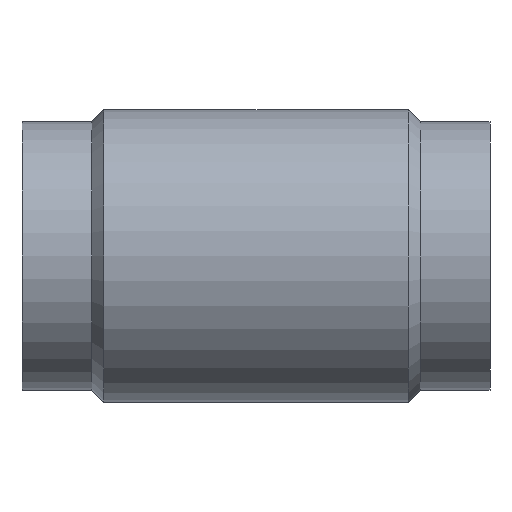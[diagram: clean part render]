
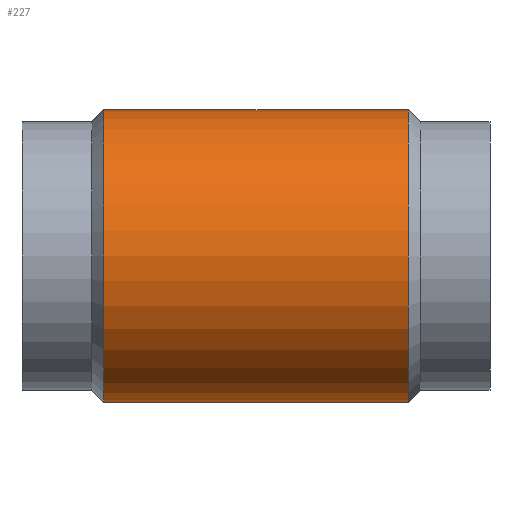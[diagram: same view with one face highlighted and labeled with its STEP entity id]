
A CAD part, front view. The second image highlights one B-rep face of the part: STEP entity #227.
In plain terms, the highlighted cylindrical face has radius 171.8 mm (diameter 343.6 mm), a full revolution.
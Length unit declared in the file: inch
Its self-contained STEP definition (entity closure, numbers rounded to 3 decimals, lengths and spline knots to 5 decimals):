
#28 = AXIS2_PLACEMENT_3D ( 'NONE', #215, #221, #376 ) ;
#35 = CARTESIAN_POINT ( 'NONE',  ( -10.82677, 0., 6.76378 ) ) ;
#50 = AXIS2_PLACEMENT_3D ( 'NONE', #196, #166, #168 ) ;
#64 = CARTESIAN_POINT ( 'NONE',  ( -10.82677, 0., -6.76378 ) ) ;
#73 = CARTESIAN_POINT ( 'NONE',  ( 2.70079, 13.52756, 6.76378 ) ) ;
#96 = CYLINDRICAL_SURFACE ( 'NONE', #28, 6.76378 ) ;
#98 = CARTESIAN_POINT ( 'NONE',  ( -3.79134, 6.76378, 0. ) ) ;
#112 = CIRCLE ( 'NONE', #161, 6.76378 ) ;
#119 = EDGE_CURVE ( 'NONE', #175, #347, #181, .T. ) ;
#122 = CARTESIAN_POINT ( 'NONE',  ( -24.35433, 13.52756, 6.76378 ) ) ;
#138 = CARTESIAN_POINT ( 'NONE',  ( 2.70079, 13.52756, -6.76378 ) ) ;
#142 = CARTESIAN_POINT ( 'NONE',  ( -10.82677, 0., -6.76378 ) ) ;
#161 = AXIS2_PLACEMENT_3D ( 'NONE', #169, #287, #214 ) ;
#162 = CARTESIAN_POINT ( 'NONE',  ( -10.82677, 0., 6.76378 ) ) ;
#164 = ORIENTED_EDGE ( 'NONE', *, *, #241, .F. ) ;
#166 = DIRECTION ( 'NONE',  ( 1., 0., 0. ) ) ;
#168 = DIRECTION ( 'NONE',  ( 0., 1., 0. ) ) ;
#169 = CARTESIAN_POINT ( 'NONE',  ( -17.8622, 0., 0. ) ) ;
#170 = CIRCLE ( 'NONE', #50, 6.76378 ) ;
#175 = VERTEX_POINT ( 'NONE', #35 ) ;
#179 = FACE_OUTER_BOUND ( 'NONE', #378, .T. ) ;
#181 =( BOUNDED_CURVE ( )  B_SPLINE_CURVE ( 3, ( #162, #122, #187, #64 ),
 .UNSPECIFIED., .F., .T. ) 
 B_SPLINE_CURVE_WITH_KNOTS ( ( 4, 4 ),
 ( 1.5708, 4.71239 ),
 .UNSPECIFIED. ) 
 CURVE ( )  GEOMETRIC_REPRESENTATION_ITEM ( )  RATIONAL_B_SPLINE_CURVE ( ( 1., 0.333, 0.333, 1. ) ) 
 REPRESENTATION_ITEM ( '' )  );
#187 = CARTESIAN_POINT ( 'NONE',  ( -24.35433, 13.52756, -6.76378 ) ) ;
#194 = ORIENTED_EDGE ( 'NONE', *, *, #313, .T. ) ;
#196 = CARTESIAN_POINT ( 'NONE',  ( -3.79134, 0., 0. ) ) ;
#214 = DIRECTION ( 'NONE',  ( 0., 1., 0. ) ) ;
#215 = CARTESIAN_POINT ( 'NONE',  ( -10.82677, 0., 0. ) ) ;
#221 = DIRECTION ( 'NONE',  ( 1., 0., 0. ) ) ;
#224 = ORIENTED_EDGE ( 'NONE', *, *, #119, .T. ) ;
#227 = ADVANCED_FACE ( 'NONE', ( #275, #179, #252 ), #96, .T. ) ;
#228 = CARTESIAN_POINT ( 'NONE',  ( -17.8622, 6.76378, 0. ) ) ;
#241 = EDGE_CURVE ( 'NONE', #333, #333, #170, .T. ) ;
#243 = EDGE_LOOP ( 'NONE', ( #164 ) ) ;
#246 = VERTEX_POINT ( 'NONE', #228 ) ;
#252 = FACE_OUTER_BOUND ( 'NONE', #243, .T. ) ;
#275 = FACE_BOUND ( 'NONE', #298, .T. ) ;
#281 = CARTESIAN_POINT ( 'NONE',  ( -10.82677, 0., 6.76378 ) ) ;
#287 = DIRECTION ( 'NONE',  ( -1., 0., 0. ) ) ;
#298 = EDGE_LOOP ( 'NONE', ( #224, #194 ) ) ;
#313 = EDGE_CURVE ( 'NONE', #347, #175, #324, .T. ) ;
#324 =( BOUNDED_CURVE ( )  B_SPLINE_CURVE ( 3, ( #349, #138, #73, #281 ),
 .UNSPECIFIED., .F., .T. ) 
 B_SPLINE_CURVE_WITH_KNOTS ( ( 4, 4 ),
 ( 1.5708, 4.71239 ),
 .UNSPECIFIED. ) 
 CURVE ( )  GEOMETRIC_REPRESENTATION_ITEM ( )  RATIONAL_B_SPLINE_CURVE ( ( 1., 0.333, 0.333, 1. ) ) 
 REPRESENTATION_ITEM ( '' )  );
#333 = VERTEX_POINT ( 'NONE', #98 ) ;
#347 = VERTEX_POINT ( 'NONE', #142 ) ;
#349 = CARTESIAN_POINT ( 'NONE',  ( -10.82677, 0., -6.76378 ) ) ;
#376 = DIRECTION ( 'NONE',  ( 0., 0., -1. ) ) ;
#378 = EDGE_LOOP ( 'NONE', ( #384 ) ) ;
#379 = EDGE_CURVE ( 'NONE', #246, #246, #112, .T. ) ;
#384 = ORIENTED_EDGE ( 'NONE', *, *, #379, .F. ) ;
